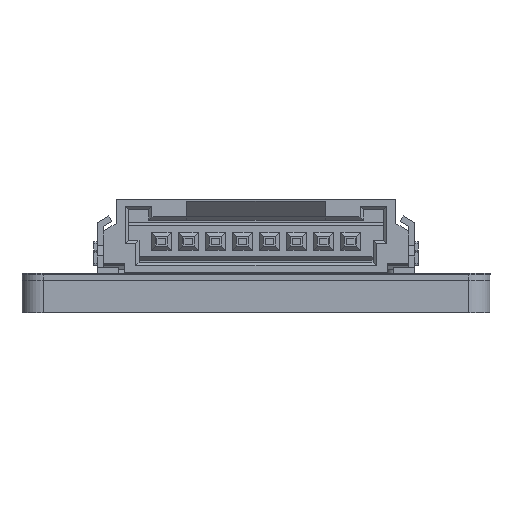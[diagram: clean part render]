
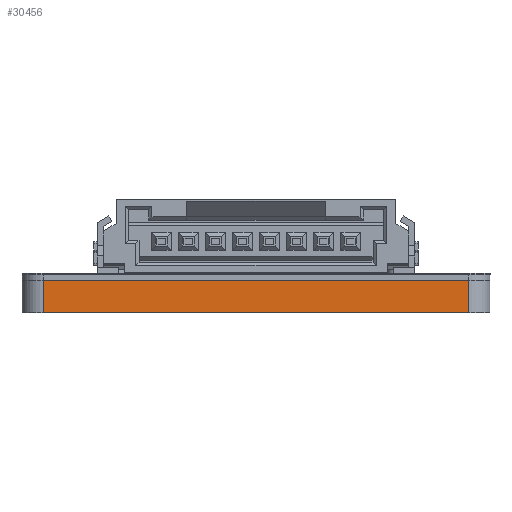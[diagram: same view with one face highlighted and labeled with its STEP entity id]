
A CAD part, front view. The second image highlights one B-rep face of the part: STEP entity #30456.
In plain terms, the highlighted planar face has unit normal (0, -1, 0).
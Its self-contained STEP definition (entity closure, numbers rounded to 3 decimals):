
#267 = LINE ( 'NONE', #53540, #43551 ) ;
#2066 = DIRECTION ( 'NONE',  ( 0., 0., -1. ) ) ;
#2278 = VERTEX_POINT ( 'NONE', #44880 ) ;
#2428 = PLANE ( 'NONE',  #54196 ) ;
#5415 = EDGE_CURVE ( 'NONE', #18670, #55368, #57803, .T. ) ;
#6795 = EDGE_LOOP ( 'NONE', ( #48772, #26524, #41203, #34674 ) ) ;
#8132 = CARTESIAN_POINT ( 'NONE',  ( -10., -27., -1.374 ) ) ;
#14212 = LINE ( 'NONE', #8132, #18961 ) ;
#14597 = CARTESIAN_POINT ( 'NONE',  ( -10., -27., -1.374 ) ) ;
#17133 = VERTEX_POINT ( 'NONE', #14597 ) ;
#18670 = VERTEX_POINT ( 'NONE', #18939 ) ;
#18939 = CARTESIAN_POINT ( 'NONE',  ( 10., -27., -1.374 ) ) ;
#18961 = VECTOR ( 'NONE', #2066, 1000. ) ;
#20127 = DIRECTION ( 'NONE',  ( 1., 0., 0. ) ) ;
#21700 = VECTOR ( 'NONE', #20127, 1000. ) ;
#26233 = CARTESIAN_POINT ( 'NONE',  ( 0., -27., -2.879 ) ) ;
#26524 = ORIENTED_EDGE ( 'NONE', *, *, #5415, .F. ) ;
#30314 = EDGE_CURVE ( 'NONE', #17133, #2278, #14212, .T. ) ;
#30456 = ADVANCED_FACE ( 'NONE', ( #48107 ), #2428, .F. ) ;
#32299 = LINE ( 'NONE', #26233, #21700 ) ;
#33241 = VECTOR ( 'NONE', #45730, 1000. ) ;
#34674 = ORIENTED_EDGE ( 'NONE', *, *, #30314, .T. ) ;
#35450 = EDGE_CURVE ( 'NONE', #2278, #55368, #32299, .T. ) ;
#41203 = ORIENTED_EDGE ( 'NONE', *, *, #49758, .F. ) ;
#43551 = VECTOR ( 'NONE', #47509, 1000. ) ;
#43568 = DIRECTION ( 'NONE',  ( 0., 0., 1. ) ) ;
#44880 = CARTESIAN_POINT ( 'NONE',  ( -10., -27., -2.879 ) ) ;
#45730 = DIRECTION ( 'NONE',  ( 0., 0., -1. ) ) ;
#47509 = DIRECTION ( 'NONE',  ( 1., 0., 0. ) ) ;
#48107 = FACE_OUTER_BOUND ( 'NONE', #6795, .T. ) ;
#48772 = ORIENTED_EDGE ( 'NONE', *, *, #35450, .T. ) ;
#49599 = DIRECTION ( 'NONE',  ( 0., 1., 0. ) ) ;
#49758 = EDGE_CURVE ( 'NONE', #17133, #18670, #267, .T. ) ;
#50204 = CARTESIAN_POINT ( 'NONE',  ( 10., -27., -2.879 ) ) ;
#51780 = CARTESIAN_POINT ( 'NONE',  ( 10., -27., -1.374 ) ) ;
#53540 = CARTESIAN_POINT ( 'NONE',  ( 0., -27., -1.374 ) ) ;
#54196 = AXIS2_PLACEMENT_3D ( 'NONE', #55643, #49599, #43568 ) ;
#55368 = VERTEX_POINT ( 'NONE', #50204 ) ;
#55643 = CARTESIAN_POINT ( 'NONE',  ( 0., -27., -1.374 ) ) ;
#57803 = LINE ( 'NONE', #51780, #33241 ) ;
